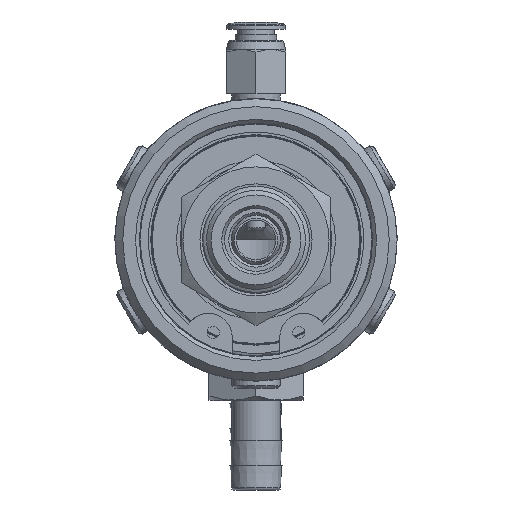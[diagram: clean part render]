
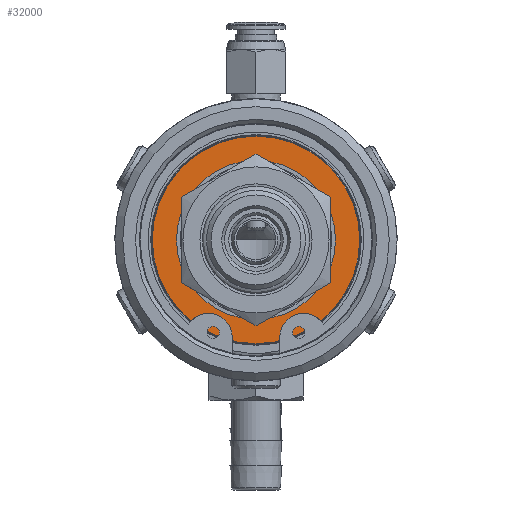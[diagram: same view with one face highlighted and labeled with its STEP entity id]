
A CAD part, left-side view. The second image highlights one B-rep face of the part: STEP entity #32000.
In plain terms, the highlighted planar face has unit normal (-1, 0, 0).
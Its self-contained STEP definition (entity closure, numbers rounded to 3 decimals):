
#31966=CARTESIAN_POINT('',(35.085,-16.05,0.));
#31967=VERTEX_POINT('',#31966);
#31968=CARTESIAN_POINT('',(35.085,0.,0.));
#31969=DIRECTION('',(1.0,0.0,0.0));
#31970=DIRECTION('',(0.0,-1.0,0.0));
#31971=AXIS2_PLACEMENT_3D('',#31968,#31969,#31970);
#31972=CIRCLE('',#31971,16.05);
#31973=EDGE_CURVE('',#31967,#31967,#31972,.T.);
#31981=CARTESIAN_POINT('',(35.085,-18.5,0.));
#31982=DIRECTION('',(-1.0,0.0,0.0));
#31983=DIRECTION('',(0.0,1.0,0.0));
#31984=AXIS2_PLACEMENT_3D('',#31981,#31982,#31983);
#31985=PLANE('',#31984);
#31986=CARTESIAN_POINT('',(35.085,-20.95,0.));
#31987=VERTEX_POINT('',#31986);
#31988=CARTESIAN_POINT('',(35.085,0.,0.));
#31989=DIRECTION('',(1.0,0.0,0.0));
#31990=DIRECTION('',(0.0,-1.0,0.0));
#31991=AXIS2_PLACEMENT_3D('',#31988,#31989,#31990);
#31992=CIRCLE('',#31991,20.95);
#31993=EDGE_CURVE('',#31987,#31987,#31992,.T.);
#31994=ORIENTED_EDGE('',*,*,#31993,.F.);
#31995=EDGE_LOOP('',(#31994));
#31996=FACE_OUTER_BOUND('',#31995,.T.);
#31997=ORIENTED_EDGE('',*,*,#31973,.T.);
#31998=EDGE_LOOP('',(#31997));
#31999=FACE_BOUND('',#31998,.T.);
#32000=ADVANCED_FACE('',(#31996,#31999),#31985,.T.);
